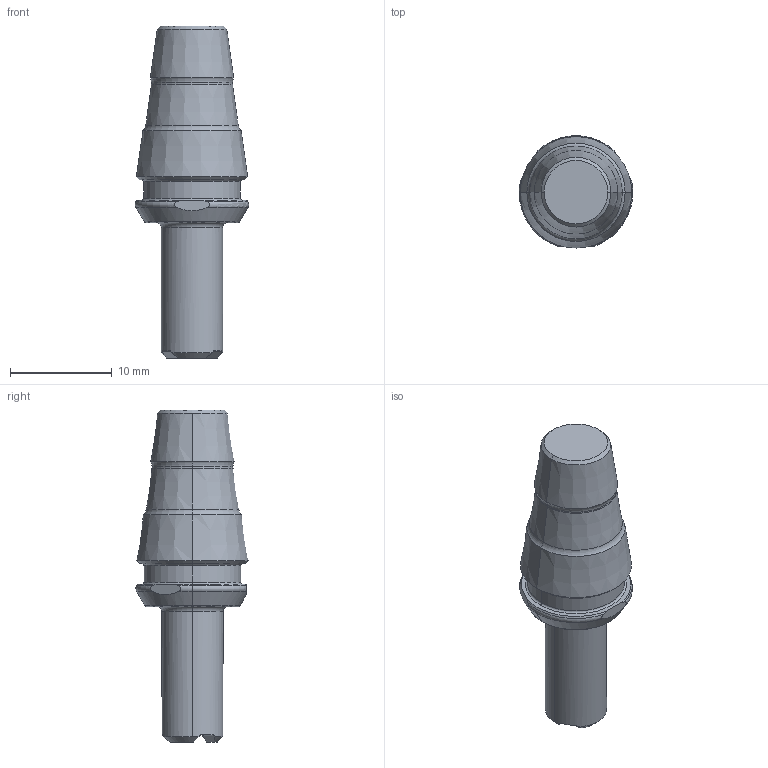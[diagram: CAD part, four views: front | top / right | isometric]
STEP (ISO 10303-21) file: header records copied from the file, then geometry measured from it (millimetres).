
FILE_DESCRIPTION(/* description */ (''),/* implementation_level */ '2;1');
FILE_NAME(/* name */ '1498826909053.stp',/* time_stamp */ '2017-06-30T14:48:33+02:00',/* author */ (''),/* organization */ ('SMS'),/* preprocessor_version */ 'ST-DEVELOPER v15',/* originating_system */ 'SIEMENS PLM Software NX 8.5',/* authorisation */ '');
FILE_SCHEMA (('AUTOMOTIVE_DESIGN { 1 0 10303 214 3 1 1 1 }'));
Length unit declared in the file: millimetre
Products named in the file (1): 201128441MOD000_00
Bounding box: 11.15 x 11.01 x 32.6 mm (x, y, z)
Volume: 1594.7 mm3; surface area: 979 mm2
Topology: 1 solids, 1 shells, 71 faces, 174 edges, 106 vertices
Faces by surface type: cone 22, plane 19, torus 18, cylinder 12
Entity records: 2379 total; most frequent: CARTESIAN_POINT 704, DIRECTION 358, ORIENTED_EDGE 344, EDGE_CURVE 172, AXIS2_PLACEMENT_3D 156, VERTEX_POINT 106, CIRCLE 81, EDGE_LOOP 74
